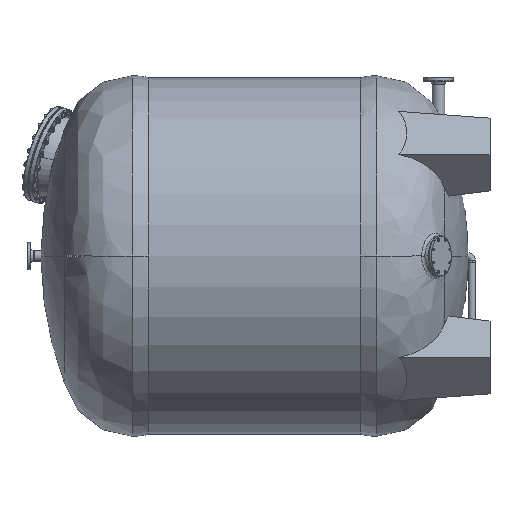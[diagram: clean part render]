
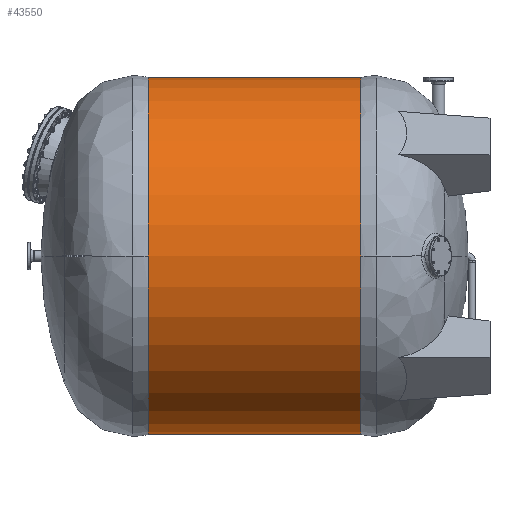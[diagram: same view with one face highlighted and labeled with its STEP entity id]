
A CAD part, left-side view. The second image highlights one B-rep face of the part: STEP entity #43550.
In plain terms, the highlighted cylindrical face has radius 1213 mm (diameter 2426 mm), a partial arc.
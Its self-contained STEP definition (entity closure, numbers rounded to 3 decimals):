
#1406 = ORIENTED_EDGE ( 'NONE', *, *, #69177, .T. ) ;
#1877 = CYLINDRICAL_SURFACE ( 'NONE', #47297, 1213. ) ;
#3339 = DIRECTION ( 'NONE',  ( 0., 0., 1. ) ) ;
#4187 = CARTESIAN_POINT ( 'NONE',  ( 0., 707.151, 0. ) ) ;
#5719 = EDGE_LOOP ( 'NONE', ( #43458, #6808, #70990, #58508, #37145, #1406 ) ) ;
#6068 = CARTESIAN_POINT ( 'NONE',  ( -1213., 707.151, 0. ) ) ;
#6157 = EDGE_CURVE ( 'NONE', #6298, #14459, #25535, .T. ) ;
#6298 = VERTEX_POINT ( 'NONE', #43221 ) ;
#6808 = ORIENTED_EDGE ( 'NONE', *, *, #65499, .T. ) ;
#8669 = VERTEX_POINT ( 'NONE', #22999 ) ;
#8950 = DIRECTION ( 'NONE',  ( 0., 1., 0. ) ) ;
#9063 = DIRECTION ( 'NONE',  ( 0., 0., 1. ) ) ;
#12211 = LINE ( 'NONE', #59190, #34864 ) ;
#14459 = VERTEX_POINT ( 'NONE', #54438 ) ;
#15709 = AXIS2_PLACEMENT_3D ( 'NONE', #44625, #32175, #54802 ) ;
#19003 = EDGE_CURVE ( 'NONE', #53091, #8669, #29008, .T. ) ;
#22999 = CARTESIAN_POINT ( 'NONE',  ( 0., 707.151, 1213. ) ) ;
#23972 = AXIS2_PLACEMENT_3D ( 'NONE', #61550, #8950, #26973 ) ;
#25535 = LINE ( 'NONE', #66509, #73534 ) ;
#26714 = AXIS2_PLACEMENT_3D ( 'NONE', #39611, #39250, #40713 ) ;
#26973 = DIRECTION ( 'NONE',  ( 0., 0., 1. ) ) ;
#27074 = DIRECTION ( 'NONE',  ( 0., 1., 0. ) ) ;
#29008 = CIRCLE ( 'NONE', #70981, 1213. ) ;
#30370 = CARTESIAN_POINT ( 'NONE',  ( 0., 0., 0. ) ) ;
#32175 = DIRECTION ( 'NONE',  ( 0., -1., 0. ) ) ;
#34864 = VECTOR ( 'NONE', #69674, 1000. ) ;
#36574 = VERTEX_POINT ( 'NONE', #62907 ) ;
#36780 = DIRECTION ( 'NONE',  ( 0., 1., 0. ) ) ;
#37137 = FACE_OUTER_BOUND ( 'NONE', #5719, .T. ) ;
#37145 = ORIENTED_EDGE ( 'NONE', *, *, #61116, .T. ) ;
#37273 = VERTEX_POINT ( 'NONE', #52570 ) ;
#39250 = DIRECTION ( 'NONE',  ( 0., -1., 0. ) ) ;
#39611 = CARTESIAN_POINT ( 'NONE',  ( 0., 2152.849, 0. ) ) ;
#40713 = DIRECTION ( 'NONE',  ( 0., 0., 1. ) ) ;
#42861 = DIRECTION ( 'NONE',  ( 0., 1., 0. ) ) ;
#43221 = CARTESIAN_POINT ( 'NONE',  ( 0., 707.151, -1213. ) ) ;
#43458 = ORIENTED_EDGE ( 'NONE', *, *, #6157, .F. ) ;
#43550 = ADVANCED_FACE ( 'NONE', ( #37137 ), #1877, .T. ) ;
#44625 = CARTESIAN_POINT ( 'NONE',  ( 0., 2152.849, 0. ) ) ;
#47297 = AXIS2_PLACEMENT_3D ( 'NONE', #30370, #36780, #3339 ) ;
#49532 = CIRCLE ( 'NONE', #26714, 1213. ) ;
#52570 = CARTESIAN_POINT ( 'NONE',  ( 0., 2152.849, 1213. ) ) ;
#53091 = VERTEX_POINT ( 'NONE', #6068 ) ;
#54438 = CARTESIAN_POINT ( 'NONE',  ( 0., 2152.849, -1213. ) ) ;
#54802 = DIRECTION ( 'NONE',  ( 0., 0., 1. ) ) ;
#58508 = ORIENTED_EDGE ( 'NONE', *, *, #63861, .T. ) ;
#58825 = CIRCLE ( 'NONE', #23972, 1213. ) ;
#59190 = CARTESIAN_POINT ( 'NONE',  ( 0., 0., 1213. ) ) ;
#61116 = EDGE_CURVE ( 'NONE', #37273, #36574, #73301, .T. ) ;
#61550 = CARTESIAN_POINT ( 'NONE',  ( 0., 707.151, 0. ) ) ;
#62907 = CARTESIAN_POINT ( 'NONE',  ( -1213., 2152.849, 0. ) ) ;
#63861 = EDGE_CURVE ( 'NONE', #8669, #37273, #12211, .T. ) ;
#65499 = EDGE_CURVE ( 'NONE', #6298, #53091, #58825, .T. ) ;
#66509 = CARTESIAN_POINT ( 'NONE',  ( 0., 0., -1213. ) ) ;
#69177 = EDGE_CURVE ( 'NONE', #36574, #14459, #49532, .T. ) ;
#69674 = DIRECTION ( 'NONE',  ( 0., 1., 0. ) ) ;
#70981 = AXIS2_PLACEMENT_3D ( 'NONE', #4187, #27074, #9063 ) ;
#70990 = ORIENTED_EDGE ( 'NONE', *, *, #19003, .T. ) ;
#73301 = CIRCLE ( 'NONE', #15709, 1213. ) ;
#73534 = VECTOR ( 'NONE', #42861, 1000. ) ;
